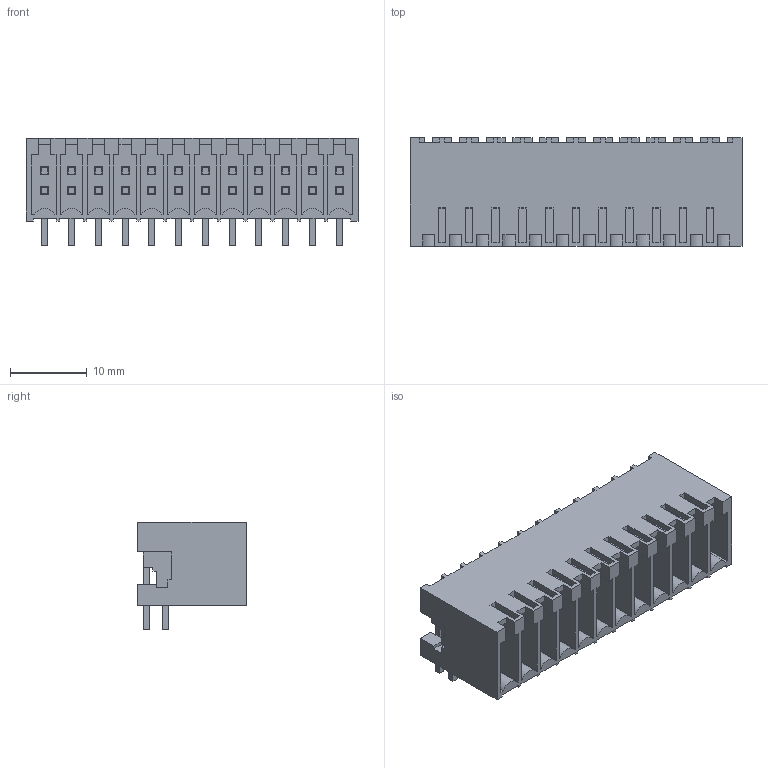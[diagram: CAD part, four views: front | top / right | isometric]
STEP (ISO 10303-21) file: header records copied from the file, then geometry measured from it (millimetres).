
FILE_DESCRIPTION(('CATIA V5 STEP Exchange','CAx-IF Rec.Pracs.--- Model Styling and Organization---1.2---2011-12-15'),'2;1');
FILE_NAME ('D1450631_0', '2018-03-29T10:23:35+00:00', ('none'), ('Weidmueller'), 'CATIA Version 5-6 Release 2014', 'CATIA V5 STEP AP214', 'none');
FILE_SCHEMA(('AUTOMOTIVE_DESIGN { 1 0 10303 214 1 1 1 1 }'));
Length unit declared in the file: millimetre
Products named in the file (1): 1289370000
Bounding box: 43.4 x 14.2 x 14 mm (x, y, z)
Volume: 3368.3 mm3; surface area: 7676.2 mm2
Topology: 25 solids, 25 shells, 900 faces, 2626 edges, 1797 vertices
Faces by surface type: plane 876, cylinder 24
Entity records: 26808 total; most frequent: ORIENTED_EDGE 5252, CARTESIAN_POINT 4801, DIRECTION 3380, EDGE_CURVE 2626, VECTOR 2578, LINE 2578, VERTEX_POINT 1797, EDGE_LOOP 969
